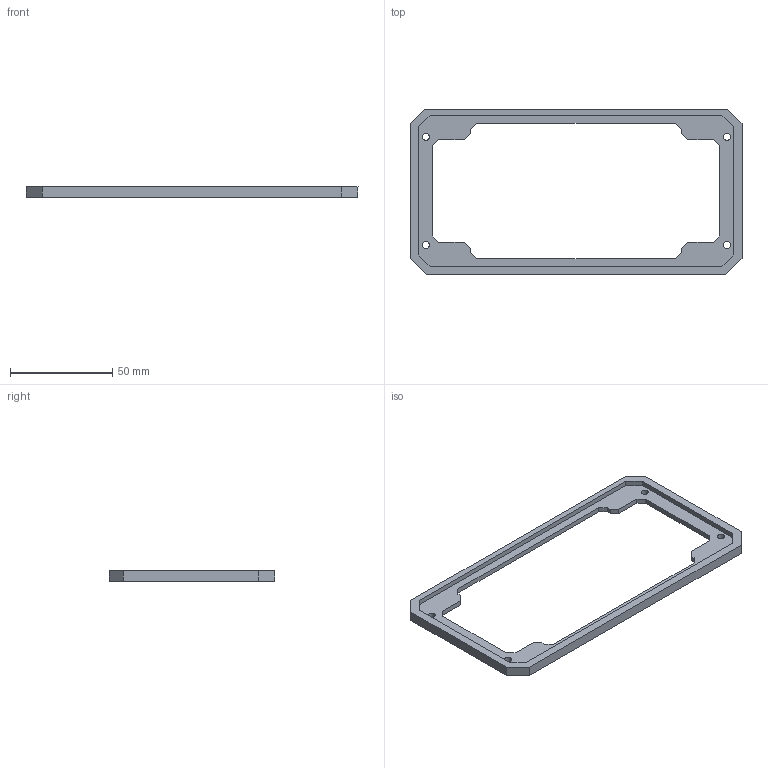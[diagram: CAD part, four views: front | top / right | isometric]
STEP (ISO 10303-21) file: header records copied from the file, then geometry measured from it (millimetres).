
FILE_DESCRIPTION (( 'STEP AP203' ), '1' );
FILE_NAME ('LCD Panel Bezel and Spacer.STEP', '2015-02-17T18:51:11', ( '' ), ( '' ), 'SwSTEP 2.0', 'SolidWorks 2012', '' );
FILE_SCHEMA (( 'CONFIG_CONTROL_DESIGN' ));
Length unit declared in the file: millimetre
Products named in the file (1): LCD Panel Bezel and Spacer
Bounding box: 162.25 x 81 x 5 mm (x, y, z)
Volume: 15065.4 mm3; surface area: 13229 mm2
Topology: 1 solids, 1 shells, 51 faces, 146 edges, 98 vertices
Faces by surface type: plane 43, cylinder 8
Entity records: 1749 total; most frequent: CARTESIAN_POINT 296, ORIENTED_EDGE 292, DIRECTION 266, EDGE_CURVE 146, VECTOR 130, LINE 130, VERTEX_POINT 98, AXIS2_PLACEMENT_3D 68
